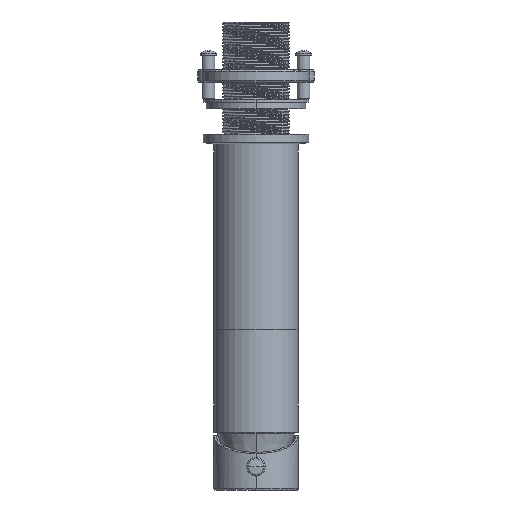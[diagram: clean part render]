
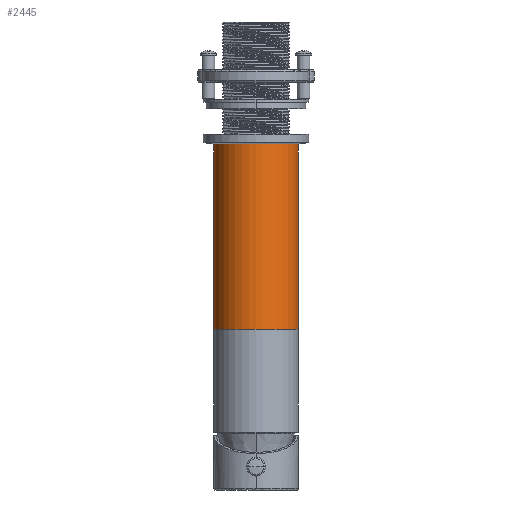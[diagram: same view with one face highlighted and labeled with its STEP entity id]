
A CAD part, left-side view. The second image highlights one B-rep face of the part: STEP entity #2445.
In plain terms, the highlighted cylindrical face has radius 20 mm (diameter 40 mm), a partial arc.
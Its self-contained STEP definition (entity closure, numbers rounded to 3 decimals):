
#2194=CARTESIAN_POINT('',(0.,0.,0.));
#2195=DIRECTION('',(0.,0.,-1.));
#2196=DIRECTION('',(0.,-1.,0.));
#2197=AXIS2_PLACEMENT_3D('',#2194,#2195,#2196);
#2214=DIRECTION('',(0.,0.,-1.));
#2215=VECTOR('',#2214,89.5);
#2216=CARTESIAN_POINT('',(0.,-20.,0.));
#2217=LINE('',#2216,#2215);
#2218=DIRECTION('',(0.,0.,-1.));
#2219=VECTOR('',#2218,89.5);
#2220=CARTESIAN_POINT('',(0.,20.,0.));
#2221=LINE('',#2220,#2219);
#2227=CARTESIAN_POINT('',(0.,0.,-89.5));
#2228=DIRECTION('',(0.,0.,1.));
#2229=DIRECTION('',(0.,1.,0.));
#2230=AXIS2_PLACEMENT_3D('',#2227,#2228,#2229);
#2315=CARTESIAN_POINT('',(0.,-20.,0.));
#2316=CARTESIAN_POINT('',(0.,20.,0.));
#2317=VERTEX_POINT('',#2315);
#2318=VERTEX_POINT('',#2316);
#2319=CARTESIAN_POINT('',(0.,20.,-89.5));
#2320=VERTEX_POINT('',#2319);
#2321=CARTESIAN_POINT('',(0.,-20.,-89.5));
#2322=VERTEX_POINT('',#2321);
#2431=CARTESIAN_POINT('',(0.,0.,-93.975));
#2432=DIRECTION('',(0.,0.,1.));
#2433=DIRECTION('',(0.,1.,0.));
#2434=AXIS2_PLACEMENT_3D('',#2431,#2432,#2433);
#2435=CYLINDRICAL_SURFACE('',#2434,20.);
#2437=ORIENTED_EDGE('',*,*,#2436,.F.);
#2438=ORIENTED_EDGE('',*,*,#2420,.F.);
#2440=ORIENTED_EDGE('',*,*,#2439,.T.);
#2442=ORIENTED_EDGE('',*,*,#2441,.F.);
#2443=EDGE_LOOP('',(#2437,#2438,#2440,#2442));
#2444=FACE_OUTER_BOUND('',#2443,.F.);
#2198=CIRCLE('',#2197,20.);
#2231=CIRCLE('',#2230,20.);
#2420=EDGE_CURVE('',#2317,#2318,#2198,.T.);
#2436=EDGE_CURVE('',#2318,#2320,#2221,.T.);
#2439=EDGE_CURVE('',#2317,#2322,#2217,.T.);
#2441=EDGE_CURVE('',#2320,#2322,#2231,.T.);
#2445=ADVANCED_FACE('',(#2444),#2435,.T.);
